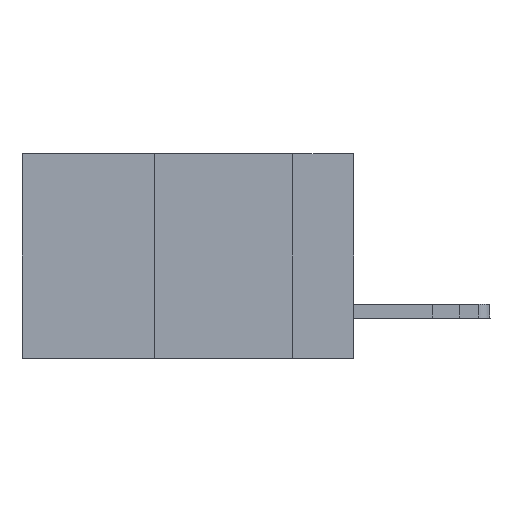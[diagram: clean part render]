
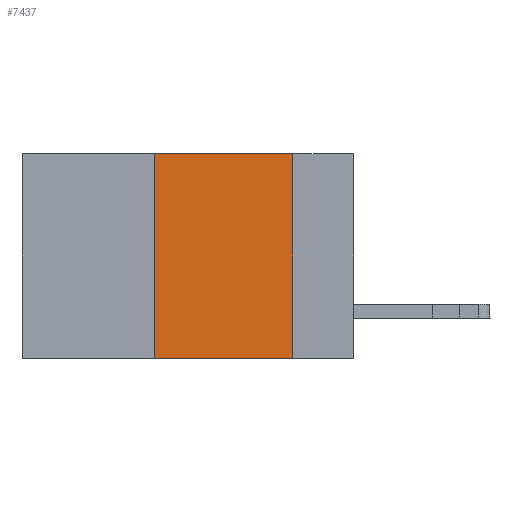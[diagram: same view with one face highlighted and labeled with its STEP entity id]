
A CAD part, left-side view. The second image highlights one B-rep face of the part: STEP entity #7437.
In plain terms, the highlighted planar face has unit normal (-1, 0, 0).
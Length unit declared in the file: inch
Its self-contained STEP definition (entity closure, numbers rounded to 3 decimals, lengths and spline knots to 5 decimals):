
#439 = DIRECTION ( 'NONE',  ( 0., -1., 0. ) ) ;
#1487 = ORIENTED_EDGE ( 'NONE', *, *, #9186, .F. ) ;
#2155 = LINE ( 'NONE', #15848, #15036 ) ;
#2578 = EDGE_LOOP ( 'NONE', ( #14322, #1487, #5253, #7317 ) ) ;
#3098 = VERTEX_POINT ( 'NONE', #3825 ) ;
#3825 = CARTESIAN_POINT ( 'NONE',  ( 0., 0.11, -0.37 ) ) ;
#4242 = EDGE_CURVE ( 'NONE', #11943, #3098, #18542, .T. ) ;
#4729 = LINE ( 'NONE', #18597, #19617 ) ;
#5253 = ORIENTED_EDGE ( 'NONE', *, *, #11215, .F. ) ;
#5292 = CARTESIAN_POINT ( 'NONE',  ( 0., 0.6, 0. ) ) ;
#7159 = VECTOR ( 'NONE', #18448, 39.37008 ) ;
#7317 = ORIENTED_EDGE ( 'NONE', *, *, #14510, .T. ) ;
#7437 = ADVANCED_FACE ( 'NONE', ( #13757 ), #13858, .F. ) ;
#7912 = VERTEX_POINT ( 'NONE', #7995 ) ;
#7926 = CARTESIAN_POINT ( 'NONE',  ( 0., 0.6, 0. ) ) ;
#7995 = CARTESIAN_POINT ( 'NONE',  ( 0., 0.36, -0.37 ) ) ;
#9186 = EDGE_CURVE ( 'NONE', #12555, #11943, #9830, .T. ) ;
#9260 = DIRECTION ( 'NONE',  ( 0., -1., 0. ) ) ;
#9505 = CARTESIAN_POINT ( 'NONE',  ( 0., 0.11, 0. ) ) ;
#9830 = LINE ( 'NONE', #5292, #17855 ) ;
#11215 = EDGE_CURVE ( 'NONE', #7912, #12555, #2155, .T. ) ;
#11943 = VERTEX_POINT ( 'NONE', #13693 ) ;
#12348 = DIRECTION ( 'NONE',  ( 1., 0., 0. ) ) ;
#12442 = DIRECTION ( 'NONE',  ( 0., 0., -1. ) ) ;
#12555 = VERTEX_POINT ( 'NONE', #18986 ) ;
#13693 = CARTESIAN_POINT ( 'NONE',  ( 0., 0.11, 0. ) ) ;
#13757 = FACE_OUTER_BOUND ( 'NONE', #2578, .T. ) ;
#13858 = PLANE ( 'NONE',  #14952 ) ;
#14322 = ORIENTED_EDGE ( 'NONE', *, *, #4242, .F. ) ;
#14510 = EDGE_CURVE ( 'NONE', #7912, #3098, #4729, .T. ) ;
#14952 = AXIS2_PLACEMENT_3D ( 'NONE', #7926, #12348, #12442 ) ;
#15036 = VECTOR ( 'NONE', #19256, 39.37008 ) ;
#15848 = CARTESIAN_POINT ( 'NONE',  ( 0., 0.36, 0. ) ) ;
#17855 = VECTOR ( 'NONE', #439, 39.37008 ) ;
#18448 = DIRECTION ( 'NONE',  ( 0., 0., -1. ) ) ;
#18542 = LINE ( 'NONE', #9505, #7159 ) ;
#18597 = CARTESIAN_POINT ( 'NONE',  ( 0., 0.6, -0.37 ) ) ;
#18986 = CARTESIAN_POINT ( 'NONE',  ( 0., 0.36, 0. ) ) ;
#19256 = DIRECTION ( 'NONE',  ( 0., 0., 1. ) ) ;
#19617 = VECTOR ( 'NONE', #9260, 39.37008 ) ;
